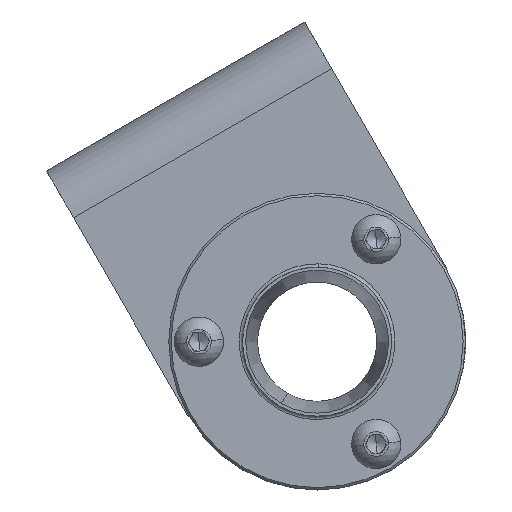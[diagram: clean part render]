
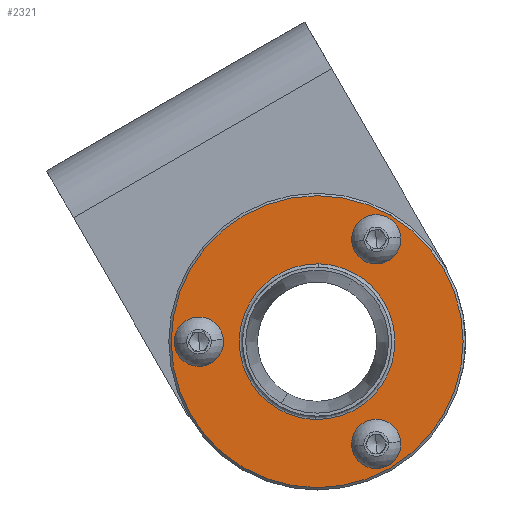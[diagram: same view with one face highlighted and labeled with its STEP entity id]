
A CAD part, left-side view. The second image highlights one B-rep face of the part: STEP entity #2321.
In plain terms, the highlighted face is planar.
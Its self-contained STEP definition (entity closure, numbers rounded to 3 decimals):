
#4 = AXIS2_PLACEMENT_3D ( 'NONE', #3866, #1622, #3190 ) ;
#47 = CARTESIAN_POINT ( 'NONE',  ( 21.798, 26.9, 12.585 ) ) ;
#129 = EDGE_CURVE ( 'NONE', #313, #3092, #1503, .T. ) ;
#132 = DIRECTION ( 'NONE',  ( 0., 0., -1. ) ) ;
#156 = CIRCLE ( 'NONE', #1514, 3.25 ) ;
#178 = CARTESIAN_POINT ( 'NONE',  ( 0., 26.9, -25.17 ) ) ;
#218 = CARTESIAN_POINT ( 'NONE',  ( -21.798, 26.9, 15.835 ) ) ;
#257 = ORIENTED_EDGE ( 'NONE', *, *, #275, .F. ) ;
#275 = EDGE_CURVE ( 'NONE', #1340, #2257, #2218, .T. ) ;
#313 = VERTEX_POINT ( 'NONE', #3371 ) ;
#426 = DIRECTION ( 'NONE',  ( 0., 1., 0. ) ) ;
#436 = CARTESIAN_POINT ( 'NONE',  ( -19.201, 26.9, -0.574 ) ) ;
#541 = CARTESIAN_POINT ( 'NONE',  ( 21.798, 26.9, 15.835 ) ) ;
#602 = DIRECTION ( 'NONE',  ( 0., 0., 1. ) ) ;
#608 = ORIENTED_EDGE ( 'NONE', *, *, #3596, .F. ) ;
#653 = ORIENTED_EDGE ( 'NONE', *, *, #1647, .F. ) ;
#683 = EDGE_CURVE ( 'NONE', #2436, #2060, #156, .T. ) ;
#700 = CIRCLE ( 'NONE', #2138, 3.25 ) ;
#771 = CARTESIAN_POINT ( 'NONE',  ( -14.546, 26.9, 7.946 ) ) ;
#788 = ORIENTED_EDGE ( 'NONE', *, *, #1961, .F. ) ;
#804 = EDGE_CURVE ( 'NONE', #2322, #3457, #2859, .T. ) ;
#866 = EDGE_LOOP ( 'NONE', ( #608, #2847 ) ) ;
#974 = CARTESIAN_POINT ( 'NONE',  ( 0., 26.9, 31.1 ) ) ;
#1013 = AXIS2_PLACEMENT_3D ( 'NONE', #2313, #426, #1759 ) ;
#1014 = CIRCLE ( 'NONE', #1013, 3.25 ) ;
#1096 = CARTESIAN_POINT ( 'NONE',  ( -0.574, 26.9, 19.201 ) ) ;
#1187 = EDGE_CURVE ( 'NONE', #2257, #1340, #1746, .T. ) ;
#1207 = ORIENTED_EDGE ( 'NONE', *, *, #683, .F. ) ;
#1319 = DIRECTION ( 'NONE',  ( 0., 0., 1. ) ) ;
#1340 = VERTEX_POINT ( 'NONE', #1559 ) ;
#1366 = AXIS2_PLACEMENT_3D ( 'NONE', #3764, #4106, #4121 ) ;
#1387 = CARTESIAN_POINT ( 'NONE',  ( 37.038, 26.9, -1.347 ) ) ;
#1396 = CARTESIAN_POINT ( 'NONE',  ( -16.467, 26.9, -9.891 ) ) ;
#1503 = CIRCLE ( 'NONE', #1949, 3.25 ) ;
#1514 = AXIS2_PLACEMENT_3D ( 'NONE', #2112, #1815, #2453 ) ;
#1559 = CARTESIAN_POINT ( 'NONE',  ( -7.946, 26.9, -14.546 ) ) ;
#1622 = DIRECTION ( 'NONE',  ( 0., 1., 0. ) ) ;
#1635 = FACE_BOUND ( 'NONE', #2294, .T. ) ;
#1647 = EDGE_CURVE ( 'NONE', #3092, #313, #1014, .T. ) ;
#1681 = FACE_BOUND ( 'NONE', #3384, .T. ) ;
#1701 = EDGE_LOOP ( 'NONE', ( #257, #3525 ) ) ;
#1730 = CARTESIAN_POINT ( 'NONE',  ( 7.946, 26.9, 14.546 ) ) ;
#1746 =( BOUNDED_CURVE ( )  B_SPLINE_CURVE ( 3, ( #3926, #1387, #2675, #3340 ),
 .UNSPECIFIED., .F., .F. ) 
 B_SPLINE_CURVE_WITH_KNOTS ( ( 4, 4 ),
 ( 0., 1. ),
 .UNSPECIFIED. ) 
 CURVE ( )  GEOMETRIC_REPRESENTATION_ITEM ( )  RATIONAL_B_SPLINE_CURVE ( ( 1., 0.333, 0.333, 1. ) ) 
 REPRESENTATION_ITEM ( '' )  );
#1756 = EDGE_CURVE ( 'NONE', #2060, #2436, #3159, .T. ) ;
#1759 = DIRECTION ( 'NONE',  ( 0., 0., 1. ) ) ;
#1815 = DIRECTION ( 'NONE',  ( 0., 1., 0. ) ) ;
#1949 = AXIS2_PLACEMENT_3D ( 'NONE', #3889, #3504, #3246 ) ;
#1961 = EDGE_CURVE ( 'NONE', #1962, #3744, #700, .T. ) ;
#1962 = VERTEX_POINT ( 'NONE', #2243 ) ;
#2046 = ORIENTED_EDGE ( 'NONE', *, *, #129, .F. ) ;
#2060 = VERTEX_POINT ( 'NONE', #2857 ) ;
#2078 = DIRECTION ( 'NONE',  ( 0., 0., 1. ) ) ;
#2112 = CARTESIAN_POINT ( 'NONE',  ( 0., 26.9, -25.17 ) ) ;
#2138 = AXIS2_PLACEMENT_3D ( 'NONE', #47, #2260, #1319 ) ;
#2150 = ORIENTED_EDGE ( 'NONE', *, *, #1756, .F. ) ;
#2218 =( BOUNDED_CURVE ( )  B_SPLINE_CURVE ( 3, ( #2330, #1396, #436, #771, #2970, #1096, #3277 ),
 .UNSPECIFIED., .F., .F. ) 
 B_SPLINE_CURVE_WITH_KNOTS ( ( 4, 3, 4 ),
 ( 0., 0.5, 1. ),
 .UNSPECIFIED. ) 
 CURVE ( )  GEOMETRIC_REPRESENTATION_ITEM ( )  RATIONAL_B_SPLINE_CURVE ( ( 1., 0.805, 0.805, 1., 0.805, 0.805, 1. ) ) 
 REPRESENTATION_ITEM ( '' )  );
#2243 = CARTESIAN_POINT ( 'NONE',  ( 21.798, 26.9, 9.335 ) ) ;
#2257 = VERTEX_POINT ( 'NONE', #1730 ) ;
#2260 = DIRECTION ( 'NONE',  ( 0., 1., 0. ) ) ;
#2294 = EDGE_LOOP ( 'NONE', ( #653, #2046 ) ) ;
#2313 = CARTESIAN_POINT ( 'NONE',  ( -21.798, 26.9, 12.585 ) ) ;
#2321 = ADVANCED_FACE ( 'NONE', ( #1635, #4074, #1681, #2728, #2420 ), #4099, .T. ) ;
#2322 = VERTEX_POINT ( 'NONE', #974 ) ;
#2330 = CARTESIAN_POINT ( 'NONE',  ( -7.946, 26.9, -14.546 ) ) ;
#2366 = ORIENTED_EDGE ( 'NONE', *, *, #2378, .F. ) ;
#2378 = EDGE_CURVE ( 'NONE', #3744, #1962, #2628, .T. ) ;
#2420 = FACE_OUTER_BOUND ( 'NONE', #866, .T. ) ;
#2436 = VERTEX_POINT ( 'NONE', #2541 ) ;
#2443 = EDGE_LOOP ( 'NONE', ( #2366, #788 ) ) ;
#2453 = DIRECTION ( 'NONE',  ( 0., 0., 1. ) ) ;
#2528 = CARTESIAN_POINT ( 'NONE',  ( 0., 26.9, 31.1 ) ) ;
#2541 = CARTESIAN_POINT ( 'NONE',  ( 0., 26.9, -21.92 ) ) ;
#2628 = CIRCLE ( 'NONE', #4, 3.25 ) ;
#2675 = CARTESIAN_POINT ( 'NONE',  ( 21.145, 26.9, -30.439 ) ) ;
#2728 = FACE_BOUND ( 'NONE', #1701, .T. ) ;
#2730 = CIRCLE ( 'NONE', #3901, 31.1 ) ;
#2837 = DIRECTION ( 'NONE',  ( 0., 1., 0. ) ) ;
#2847 = ORIENTED_EDGE ( 'NONE', *, *, #804, .F. ) ;
#2857 = CARTESIAN_POINT ( 'NONE',  ( 0., 26.9, -28.42 ) ) ;
#2859 = CIRCLE ( 'NONE', #1366, 31.1 ) ;
#2970 = CARTESIAN_POINT ( 'NONE',  ( -9.891, 26.9, 16.467 ) ) ;
#3092 = VERTEX_POINT ( 'NONE', #218 ) ;
#3159 = CIRCLE ( 'NONE', #3829, 3.25 ) ;
#3190 = DIRECTION ( 'NONE',  ( 0., 0., 1. ) ) ;
#3246 = DIRECTION ( 'NONE',  ( 0., 0., 1. ) ) ;
#3277 = CARTESIAN_POINT ( 'NONE',  ( 7.946, 26.9, 14.546 ) ) ;
#3327 = CARTESIAN_POINT ( 'NONE',  ( 0., 26.9, 0. ) ) ;
#3340 = CARTESIAN_POINT ( 'NONE',  ( -7.946, 26.9, -14.546 ) ) ;
#3371 = CARTESIAN_POINT ( 'NONE',  ( -21.798, 26.9, 9.335 ) ) ;
#3384 = EDGE_LOOP ( 'NONE', ( #1207, #2150 ) ) ;
#3457 = VERTEX_POINT ( 'NONE', #3509 ) ;
#3504 = DIRECTION ( 'NONE',  ( 0., 1., 0. ) ) ;
#3509 = CARTESIAN_POINT ( 'NONE',  ( 0., 26.9, -31.1 ) ) ;
#3525 = ORIENTED_EDGE ( 'NONE', *, *, #1187, .F. ) ;
#3596 = EDGE_CURVE ( 'NONE', #3457, #2322, #2730, .T. ) ;
#3647 = DIRECTION ( 'NONE',  ( 0., 1., 0. ) ) ;
#3698 = AXIS2_PLACEMENT_3D ( 'NONE', #2528, #2837, #602 ) ;
#3744 = VERTEX_POINT ( 'NONE', #541 ) ;
#3764 = CARTESIAN_POINT ( 'NONE',  ( 0., 26.9, 0. ) ) ;
#3829 = AXIS2_PLACEMENT_3D ( 'NONE', #178, #3647, #2078 ) ;
#3866 = CARTESIAN_POINT ( 'NONE',  ( 21.798, 26.9, 12.585 ) ) ;
#3889 = CARTESIAN_POINT ( 'NONE',  ( -21.798, 26.9, 12.585 ) ) ;
#3901 = AXIS2_PLACEMENT_3D ( 'NONE', #3327, #3991, #132 ) ;
#3926 = CARTESIAN_POINT ( 'NONE',  ( 7.946, 26.9, 14.546 ) ) ;
#3991 = DIRECTION ( 'NONE',  ( 0., -1., 0. ) ) ;
#4074 = FACE_BOUND ( 'NONE', #2443, .T. ) ;
#4099 = PLANE ( 'NONE',  #3698 ) ;
#4106 = DIRECTION ( 'NONE',  ( 0., -1., 0. ) ) ;
#4121 = DIRECTION ( 'NONE',  ( 0., 0., -1. ) ) ;
